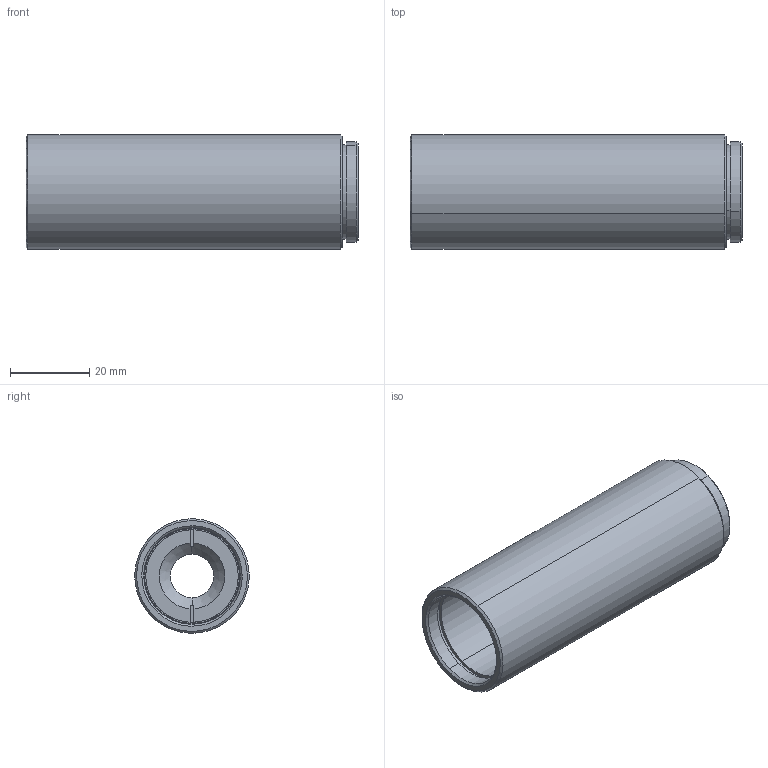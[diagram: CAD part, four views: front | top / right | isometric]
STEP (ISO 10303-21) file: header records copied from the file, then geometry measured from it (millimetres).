
FILE_DESCRIPTION (( 'STEP AP203' ), '1' );
FILE_NAME ('Web Model 36295_Default.step', '2018-07-24T18:07:19', ( '' ), ( '' ), 'SwSTEP 2.0', 'SolidWorks 2016', '' );
FILE_SCHEMA (( 'CONFIG_CONTROL_DESIGN' ));
Length unit declared in the file: millimetre
Products named in the file (1): Web Model 36295_Default
Bounding box: 83.98 x 28.97 x 28.97 mm (x, y, z)
Volume: 24012.1 mm3; surface area: 23714.8 mm2
Topology: 5 solids, 5 shells, 102 faces, 216 edges, 134 vertices
Faces by surface type: cylinder 44, cone 30, plane 28
Entity records: 2861 total; most frequent: DIRECTION 538, CARTESIAN_POINT 477, ORIENTED_EDGE 432, AXIS2_PLACEMENT_3D 227, EDGE_CURVE 216, VERTEX_POINT 134, CIRCLE 124, EDGE_LOOP 122
